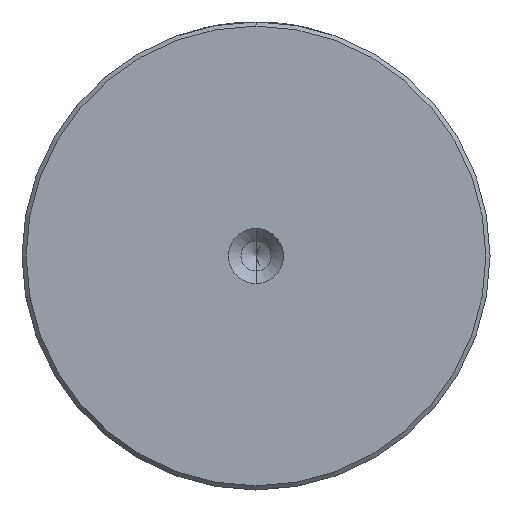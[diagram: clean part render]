
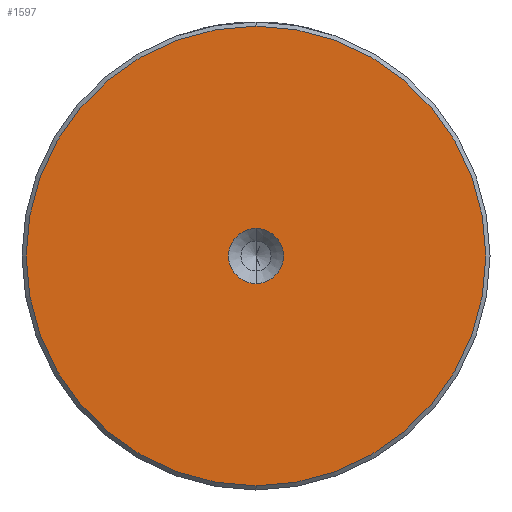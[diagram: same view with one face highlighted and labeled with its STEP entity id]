
A CAD part, left-side view. The second image highlights one B-rep face of the part: STEP entity #1597.
In plain terms, the highlighted planar face has unit normal (-1, 0, 0).
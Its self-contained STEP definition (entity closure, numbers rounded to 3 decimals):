
#74 = AXIS2_PLACEMENT_3D ( 'NONE', #2029, #679, #2257 ) ;
#98 = FACE_OUTER_BOUND ( 'NONE', #2262, .T. ) ;
#172 = DIRECTION ( 'NONE',  ( 0., 0., 1. ) ) ;
#194 = ORIENTED_EDGE ( 'NONE', *, *, #678, .T. ) ;
#319 = DIRECTION ( 'NONE',  ( 0., 0., 1. ) ) ;
#350 = CARTESIAN_POINT ( 'NONE',  ( 0., 0., 27.5 ) ) ;
#394 = CIRCLE ( 'NONE', #2598, 3.3 ) ;
#644 = AXIS2_PLACEMENT_3D ( 'NONE', #2542, #1683, #319 ) ;
#678 = EDGE_CURVE ( 'NONE', #1898, #1689, #2084, .T. ) ;
#679 = DIRECTION ( 'NONE',  ( -1., 0., 0. ) ) ;
#681 = FACE_BOUND ( 'NONE', #1798, .T. ) ;
#770 = AXIS2_PLACEMENT_3D ( 'NONE', #2584, #1253, #2804 ) ;
#1057 = VERTEX_POINT ( 'NONE', #2592 ) ;
#1162 = CARTESIAN_POINT ( 'NONE',  ( 0., 0., -27.5 ) ) ;
#1198 = CARTESIAN_POINT ( 'NONE',  ( 0., 0., 0. ) ) ;
#1207 = PLANE ( 'NONE',  #644 ) ;
#1253 = DIRECTION ( 'NONE',  ( -1., 0., 0. ) ) ;
#1416 = DIRECTION ( 'NONE',  ( 0., 0., 1. ) ) ;
#1518 = DIRECTION ( 'NONE',  ( -1., 0., 0. ) ) ;
#1533 = CIRCLE ( 'NONE', #770, 3.3 ) ;
#1581 = EDGE_CURVE ( 'NONE', #1689, #1898, #1952, .T. ) ;
#1597 = ADVANCED_FACE ( 'NONE', ( #98, #681 ), #1207, .T. ) ;
#1683 = DIRECTION ( 'NONE',  ( -1., 0., 0. ) ) ;
#1689 = VERTEX_POINT ( 'NONE', #350 ) ;
#1741 = EDGE_CURVE ( 'NONE', #2596, #1057, #394, .T. ) ;
#1798 = EDGE_LOOP ( 'NONE', ( #2779, #2106 ) ) ;
#1898 = VERTEX_POINT ( 'NONE', #1162 ) ;
#1952 = CIRCLE ( 'NONE', #2799, 27.5 ) ;
#2029 = CARTESIAN_POINT ( 'NONE',  ( 0., 0., 0. ) ) ;
#2084 = CIRCLE ( 'NONE', #74, 27.5 ) ;
#2106 = ORIENTED_EDGE ( 'NONE', *, *, #2487, .F. ) ;
#2243 = ORIENTED_EDGE ( 'NONE', *, *, #1581, .T. ) ;
#2257 = DIRECTION ( 'NONE',  ( 0., 0., 1. ) ) ;
#2262 = EDGE_LOOP ( 'NONE', ( #194, #2243 ) ) ;
#2487 = EDGE_CURVE ( 'NONE', #1057, #2596, #1533, .T. ) ;
#2542 = CARTESIAN_POINT ( 'NONE',  ( 0., 0., 0. ) ) ;
#2584 = CARTESIAN_POINT ( 'NONE',  ( 0., 0., 0. ) ) ;
#2592 = CARTESIAN_POINT ( 'NONE',  ( 0., 0., -3.3 ) ) ;
#2596 = VERTEX_POINT ( 'NONE', #2608 ) ;
#2598 = AXIS2_PLACEMENT_3D ( 'NONE', #2849, #1518, #172 ) ;
#2608 = CARTESIAN_POINT ( 'NONE',  ( 0., 0., 3.3 ) ) ;
#2749 = DIRECTION ( 'NONE',  ( -1., 0., 0. ) ) ;
#2779 = ORIENTED_EDGE ( 'NONE', *, *, #1741, .F. ) ;
#2799 = AXIS2_PLACEMENT_3D ( 'NONE', #1198, #2749, #1416 ) ;
#2804 = DIRECTION ( 'NONE',  ( 0., 0., 1. ) ) ;
#2849 = CARTESIAN_POINT ( 'NONE',  ( 0., 0., 0. ) ) ;
